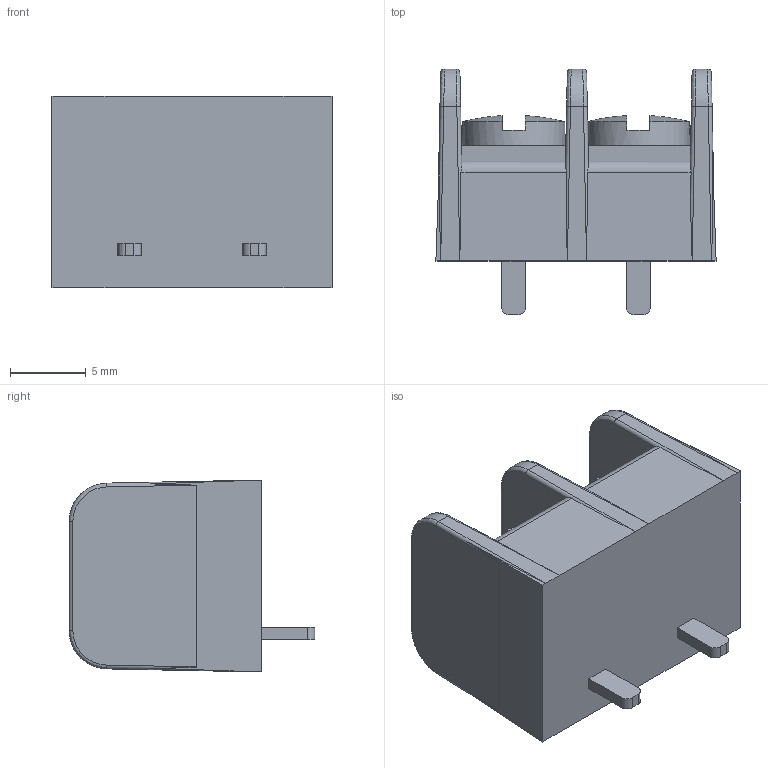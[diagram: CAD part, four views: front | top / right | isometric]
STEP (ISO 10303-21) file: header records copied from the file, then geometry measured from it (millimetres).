
FILE_DESCRIPTION((''),'2;1');
FILE_NAME('387007502','2014-12-31T',('me'),(''),'PRO/ENGINEER BY PARAMETRIC TECHNOLOGY CORPORATION, 2011490','PRO/ENGINEER BY PARAMETRIC TECHNOLOGY CORPORATION, 2011490','');
FILE_SCHEMA(('CONFIG_CONTROL_DESIGN'));
Length unit declared in the file: inch
Products named in the file (1): 387007502
Bounding box: 18.54 x 16.26 x 12.7 mm (x, y, z)
Volume: 2049.5 mm3; surface area: 1439.3 mm2
Topology: 1 solids, 1 shells, 119 faces, 312 edges, 200 vertices
Faces by surface type: plane 64, cylinder 35, bspline 12, sphere 8
Entity records: 5282 total; most frequent: CARTESIAN_POINT 2419, ORIENTED_EDGE 612, DIRECTION 544, EDGE_CURVE 306, VERTEX_POINT 192, AXIS2_PLACEMENT_3D 182, VECTOR 180, LINE 180
